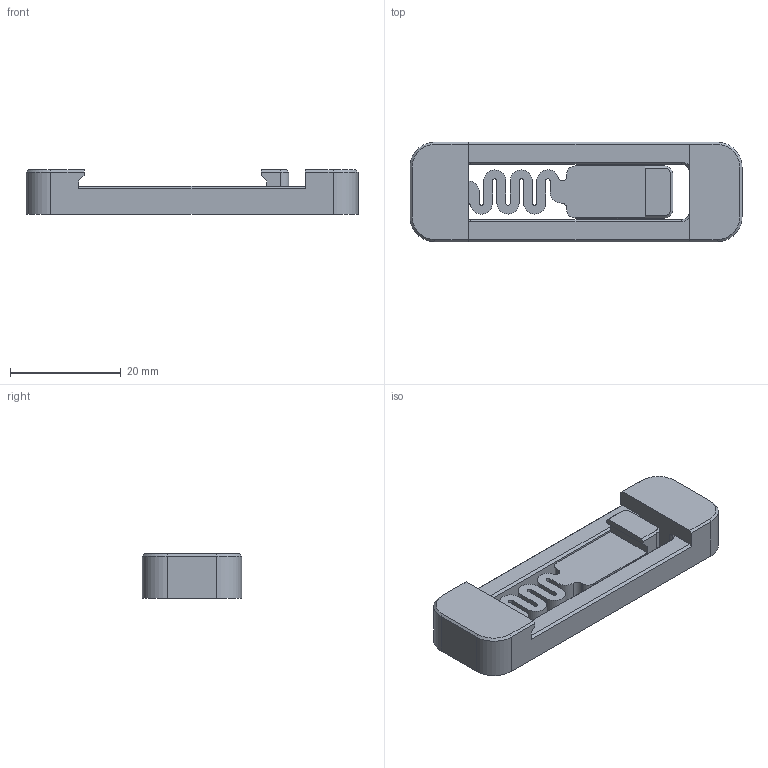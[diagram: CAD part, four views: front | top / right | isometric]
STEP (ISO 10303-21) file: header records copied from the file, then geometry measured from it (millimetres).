
FILE_DESCRIPTION(('FreeCAD Model'),'2;1');
FILE_NAME('Open CASCADE Shape Model','2023-07-05T22:13:21',(''),(''), 'Open CASCADE STEP processor 7.6','FreeCAD','Unknown');
FILE_SCHEMA(('AUTOMOTIVE_DESIGN { 1 0 10303 214 1 1 1 1 }'));
Length unit declared in the file: millimetre
Products named in the file (1): unibody
Bounding box: 60 x 18 x 8 mm (x, y, z)
Volume: 5503 mm3; surface area: 4127.1 mm2
Topology: 1 solids, 1 shells, 113 faces, 303 edges, 196 vertices
Faces by surface type: plane 71, cylinder 30, cone 10, bspline 2
Entity records: 7710 total; most frequent: CARTESIAN_POINT 1545, DIRECTION 1173, LINE 759, VECTOR 759, ORIENTED_EDGE 606, PCURVE 606, DEFINITIONAL_REPRESENTATION 606, EDGE_CURVE 303
